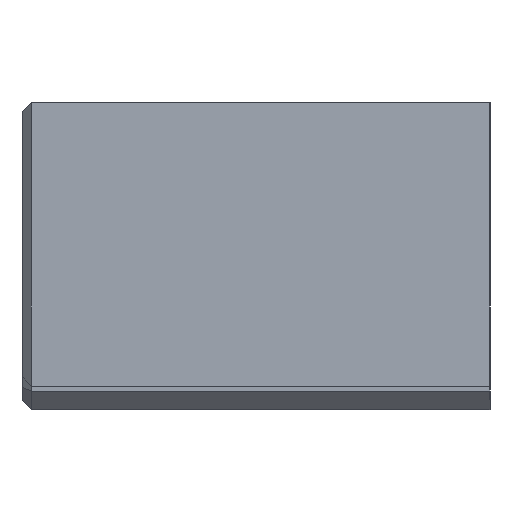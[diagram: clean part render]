
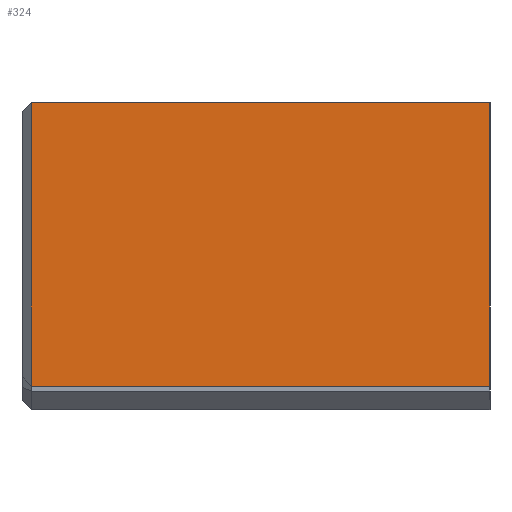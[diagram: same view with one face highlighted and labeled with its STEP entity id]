
A CAD part, left-side view. The second image highlights one B-rep face of the part: STEP entity #324.
In plain terms, the highlighted planar face has unit normal (-1, 0, 0).
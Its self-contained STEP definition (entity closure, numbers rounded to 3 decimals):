
#3 = VERTEX_POINT ( 'NONE', #194 ) ;
#51 = CARTESIAN_POINT ( 'NONE',  ( -15., 0., 0. ) ) ;
#64 = FACE_OUTER_BOUND ( 'NONE', #152, .T. ) ;
#70 = VECTOR ( 'NONE', #351, 1000. ) ;
#114 = ORIENTED_EDGE ( 'NONE', *, *, #542, .F. ) ;
#131 = CARTESIAN_POINT ( 'NONE',  ( -15., 0., 0. ) ) ;
#137 = ORIENTED_EDGE ( 'NONE', *, *, #634, .T. ) ;
#145 = CARTESIAN_POINT ( 'NONE',  ( -15., 14.7, -9.1 ) ) ;
#152 = EDGE_LOOP ( 'NONE', ( #114, #137, #1122, #950 ) ) ;
#194 = CARTESIAN_POINT ( 'NONE',  ( -15., 14.7, -9.1 ) ) ;
#210 = VERTEX_POINT ( 'NONE', #51 ) ;
#253 = AXIS2_PLACEMENT_3D ( 'NONE', #815, #271, #911 ) ;
#255 = CARTESIAN_POINT ( 'NONE',  ( -15., 3.8, -9.1 ) ) ;
#271 = DIRECTION ( 'NONE',  ( 1., 0., 0. ) ) ;
#320 = CARTESIAN_POINT ( 'NONE',  ( -15., 3.8, 0. ) ) ;
#324 = ADVANCED_FACE ( 'NONE', ( #64 ), #998, .F. ) ;
#351 = DIRECTION ( 'NONE',  ( 0., -1., 0. ) ) ;
#420 = VECTOR ( 'NONE', #497, 1000. ) ;
#446 = LINE ( 'NONE', #131, #620 ) ;
#497 = DIRECTION ( 'NONE',  ( 0., -1., 0. ) ) ;
#540 = LINE ( 'NONE', #255, #70 ) ;
#542 = EDGE_CURVE ( 'NONE', #582, #210, #691, .T. ) ;
#582 = VERTEX_POINT ( 'NONE', #602 ) ;
#602 = CARTESIAN_POINT ( 'NONE',  ( -15., 14.7, 0. ) ) ;
#620 = VECTOR ( 'NONE', #1148, 1000. ) ;
#634 = EDGE_CURVE ( 'NONE', #582, #3, #850, .T. ) ;
#691 = LINE ( 'NONE', #320, #420 ) ;
#769 = CARTESIAN_POINT ( 'NONE',  ( -15., 0., -9.1 ) ) ;
#770 = DIRECTION ( 'NONE',  ( 0., 0., -1. ) ) ;
#793 = VECTOR ( 'NONE', #770, 1000. ) ;
#815 = CARTESIAN_POINT ( 'NONE',  ( -15., 3.8, 0. ) ) ;
#850 = LINE ( 'NONE', #145, #793 ) ;
#911 = DIRECTION ( 'NONE',  ( 0., 0., 1. ) ) ;
#950 = ORIENTED_EDGE ( 'NONE', *, *, #979, .F. ) ;
#960 = EDGE_CURVE ( 'NONE', #3, #1166, #540, .T. ) ;
#979 = EDGE_CURVE ( 'NONE', #210, #1166, #446, .T. ) ;
#998 = PLANE ( 'NONE',  #253 ) ;
#1122 = ORIENTED_EDGE ( 'NONE', *, *, #960, .T. ) ;
#1148 = DIRECTION ( 'NONE',  ( 0., 0., -1. ) ) ;
#1166 = VERTEX_POINT ( 'NONE', #769 ) ;
